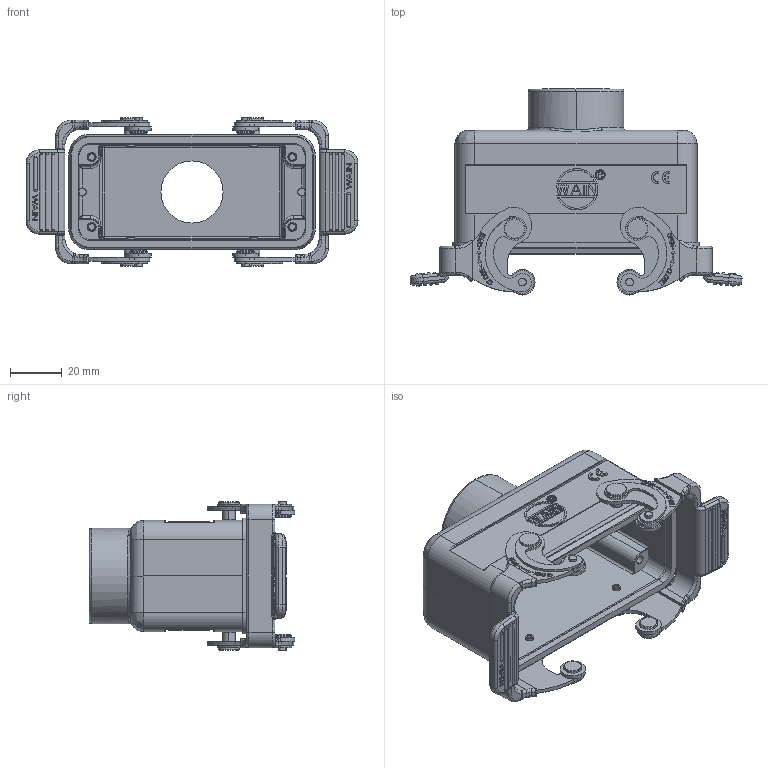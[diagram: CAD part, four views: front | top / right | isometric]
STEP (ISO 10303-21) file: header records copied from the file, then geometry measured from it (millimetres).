
FILE_DESCRIPTION(/* description */ (''),/* implementation_level */ '2;1');
FILE_NAME(/* name */ '3D_1240167411011_HV16B-CCT-2L_SC-PG21_V1.1.stp',/* time_stamp */ '2024-01-10T13:06:51+08:00',/* author */ (''),/* organization */ (''),/* preprocessor_version */ 'ST-DEVELOPER v18.1',/* originating_system */ 'SIEMENS PLM Software NX 1980',/* authorisation */ '');
FILE_SCHEMA (('AUTOMOTIVE_DESIGN { 1 0 10303 214 3 1 1 1 }'));
Products named in the file (1): 1459141CBC7C10hw
Bounding box: 128.26 x 79.53 x 57.5 mm (x, y, z)
Volume: 74027.9 mm3; surface area: 48935.2 mm2
Topology: 7 solids, 7 shells, 1639 faces, 4341 edges, 2850 vertices
Faces by surface type: plane 826, cylinder 429, torus 120, extrusion 88, cone 85, bspline 54, sphere 37
Full cylindrical faces by diameter (mm): 24 x1, 26.9 x1
Entity records: 63100 total; most frequent: CARTESIAN_POINT 15903, ORIENTED_EDGE 8590, DIRECTION 7698, EDGE_CURVE 4295, VERTEX_POINT 2848, AXIS2_PLACEMENT_3D 2679, VECTOR 2340, LINE 2252
